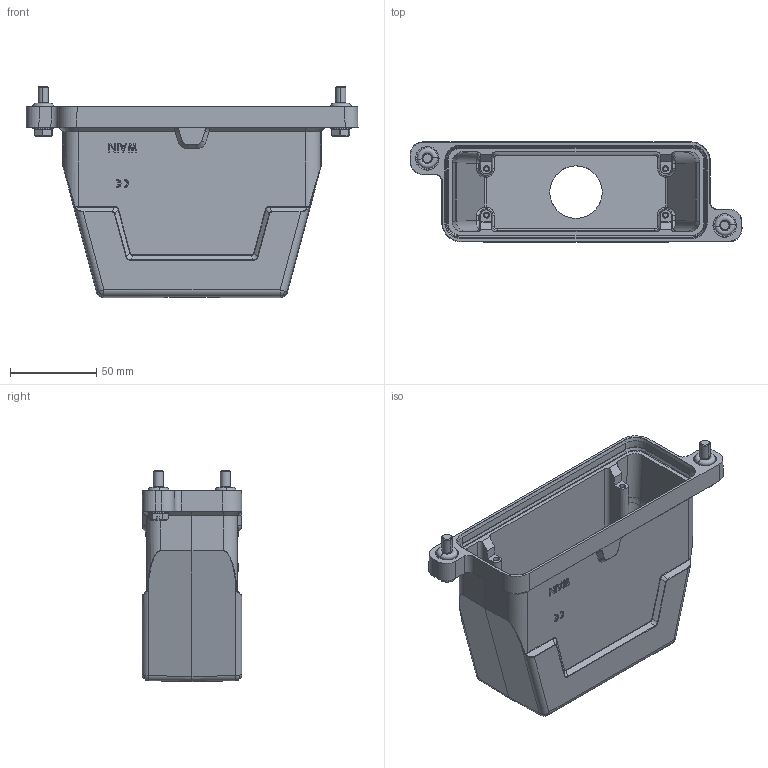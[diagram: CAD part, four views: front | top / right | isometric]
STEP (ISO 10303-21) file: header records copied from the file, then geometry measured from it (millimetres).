
FILE_DESCRIPTION(/* description */ (''),/* implementation_level */ '2;1');
FILE_NAME(/* name */ '3D_1136244205004_HP24B_H-TEH-2S-M32_V1.1.stp',/* time_stamp */ '2023-12-26T10:57:58+08:00',/* author */ (''),/* organization */ (''),/* preprocessor_version */ 'ST-DEVELOPER v18.1',/* originating_system */ 'SIEMENS PLM Software NX 1980',/* authorisation */ '');
FILE_SCHEMA (('TECHNICAL_DATA_PACKAGING','MODEL_BASED_INTEGRATED_MANUFACTURING_SCHEMA','AP242_MANAGED_MODEL_BASED_3D_ENGINEERING_MIM_LF { 1 0 10303 442 1 1 4 }'));
Length unit declared in the file: millimetre
Products named in the file (1): 3D_1136244205003_HP24B_H-TEH-2S-M25_V1.1_stp
Bounding box: 193 x 58 x 122.7 mm (x, y, z)
Volume: 230692.5 mm3; surface area: 100894.1 mm2
Topology: 1 solids, 1 shells, 543 faces, 1314 edges, 806 vertices
Faces by surface type: plane 236, cylinder 143, cone 70, torus 48, bspline 30, sphere 16
Entity records: 19336 total; most frequent: CARTESIAN_POINT 7496, ORIENTED_EDGE 2628, DIRECTION 2183, EDGE_CURVE 1314, VERTEX_POINT 806, AXIS2_PLACEMENT_3D 750, LINE 683, VECTOR 683
